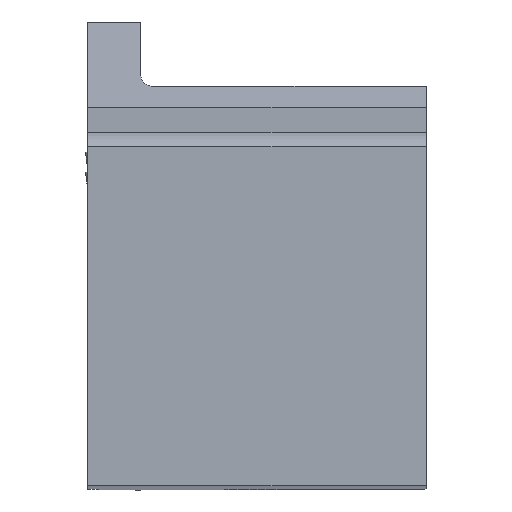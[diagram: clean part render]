
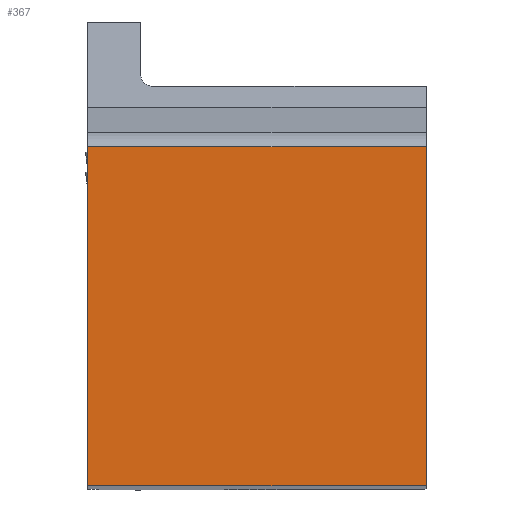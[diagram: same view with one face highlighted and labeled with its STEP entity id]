
A CAD part, top view. The second image highlights one B-rep face of the part: STEP entity #367.
In plain terms, the highlighted planar face has unit normal (0, 0, 1).
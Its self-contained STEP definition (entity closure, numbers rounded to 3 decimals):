
#102=PLANE('',#3919);
#367=ADVANCED_FACE('',(#571),#102,.T.);
#571=FACE_OUTER_BOUND('',#767,.T.);
#767=EDGE_LOOP('',(#1482,#1483,#1484,#1485));
#1482=ORIENTED_EDGE('',*,*,#2684,.F.);
#1483=ORIENTED_EDGE('',*,*,#2658,.F.);
#1484=ORIENTED_EDGE('',*,*,#2687,.F.);
#1485=ORIENTED_EDGE('',*,*,#2669,.F.);
#2183=VERTEX_POINT('',#10465);
#2184=VERTEX_POINT('',#10467);
#2193=VERTEX_POINT('',#10489);
#2194=VERTEX_POINT('',#10490);
#2658=EDGE_CURVE('',#2183,#2184,#3424,.T.);
#2669=EDGE_CURVE('',#2193,#2194,#3434,.T.);
#2684=EDGE_CURVE('',#2184,#2193,#3446,.T.);
#2687=EDGE_CURVE('',#2194,#2183,#3447,.T.);
#3424=LINE('',#10466,#3618);
#3434=LINE('',#10488,#3628);
#3446=LINE('',#10517,#3640);
#3447=LINE('',#10523,#3641);
#3618=VECTOR('',#4315,1.);
#3628=VECTOR('',#4331,1.);
#3640=VECTOR('',#4351,1.);
#3641=VECTOR('',#4358,1.);
#3919=AXIS2_PLACEMENT_3D('',#10524,#4359,#4360);
#4315=DIRECTION('',(0.,-1.,0.));
#4331=DIRECTION('',(0.,1.,0.));
#4351=DIRECTION('',(-1.,0.,0.));
#4358=DIRECTION('',(1.,0.,0.));
#4359=DIRECTION('',(0.,0.,1.));
#4360=DIRECTION('',(-1.,0.,0.));
#10465=CARTESIAN_POINT('',(0.,15.875,0.));
#10466=CARTESIAN_POINT('',(0.,15.875,0.));
#10467=CARTESIAN_POINT('',(0.,0.,0.));
#10488=CARTESIAN_POINT('',(-15.875,0.,0.));
#10489=CARTESIAN_POINT('',(-15.875,0.,0.));
#10490=CARTESIAN_POINT('',(-15.875,15.875,0.));
#10517=CARTESIAN_POINT('',(0.,0.,0.));
#10523=CARTESIAN_POINT('',(-15.875,15.875,0.));
#10524=CARTESIAN_POINT('',(-7.938,7.938,0.));
